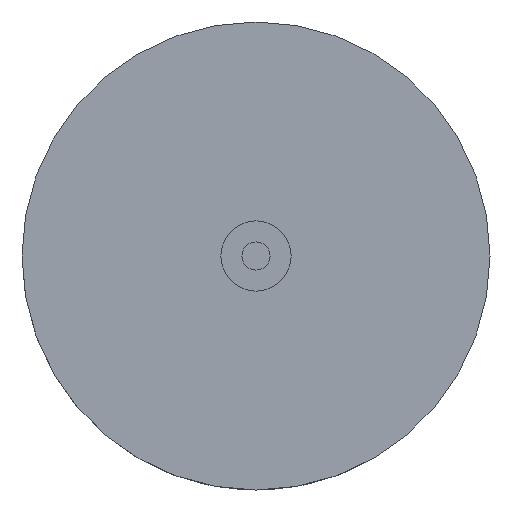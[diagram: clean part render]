
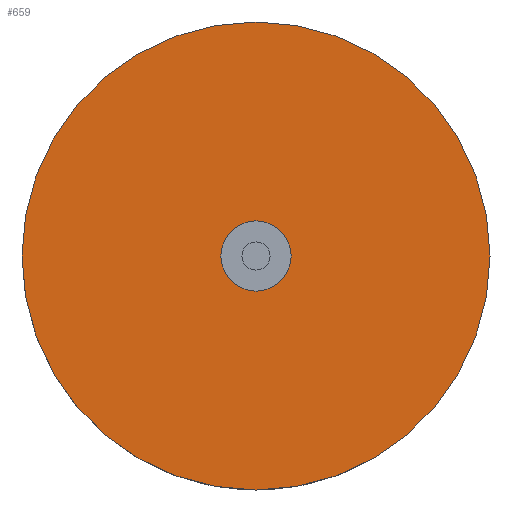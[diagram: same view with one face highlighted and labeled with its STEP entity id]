
A CAD part, front view. The second image highlights one B-rep face of the part: STEP entity #659.
In plain terms, the highlighted planar face has unit normal (0, -1, 0).
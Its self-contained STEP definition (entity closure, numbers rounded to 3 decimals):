
#17=FACE_BOUND('',#211,.T.);
#135=PLANE('',#723);
#172=FACE_OUTER_BOUND('',#210,.T.);
#210=EDGE_LOOP('',(#598));
#211=EDGE_LOOP('',(#599));
#260=CIRCLE('',#703,40.);
#262=CIRCLE('',#719,6.);
#308=VERTEX_POINT('',#1469);
#326=VERTEX_POINT('',#1531);
#389=EDGE_CURVE('',#308,#308,#260,.T.);
#419=EDGE_CURVE('',#326,#326,#262,.T.);
#598=ORIENTED_EDGE('',*,*,#389,.T.);
#599=ORIENTED_EDGE('',*,*,#419,.T.);
#659=ADVANCED_FACE('',(#172,#17),#135,.T.);
#703=AXIS2_PLACEMENT_3D('',#1470,#795,#796);
#719=AXIS2_PLACEMENT_3D('',#1532,#855,#856);
#723=AXIS2_PLACEMENT_3D('',#1539,#864,#865);
#795=DIRECTION('center_axis',(0.,-1.,0.));
#796=DIRECTION('ref_axis',(1.,0.,0.));
#855=DIRECTION('center_axis',(0.,1.,0.));
#856=DIRECTION('ref_axis',(1.,0.,0.));
#864=DIRECTION('center_axis',(0.,-1.,0.));
#865=DIRECTION('ref_axis',(1.,0.,0.));
#1469=CARTESIAN_POINT('',(-30.,-43.,135.));
#1470=CARTESIAN_POINT('Origin',(10.,-43.,135.));
#1531=CARTESIAN_POINT('',(4.,-43.,135.));
#1532=CARTESIAN_POINT('Origin',(10.,-43.,135.));
#1539=CARTESIAN_POINT('Origin',(10.,-43.,135.));
